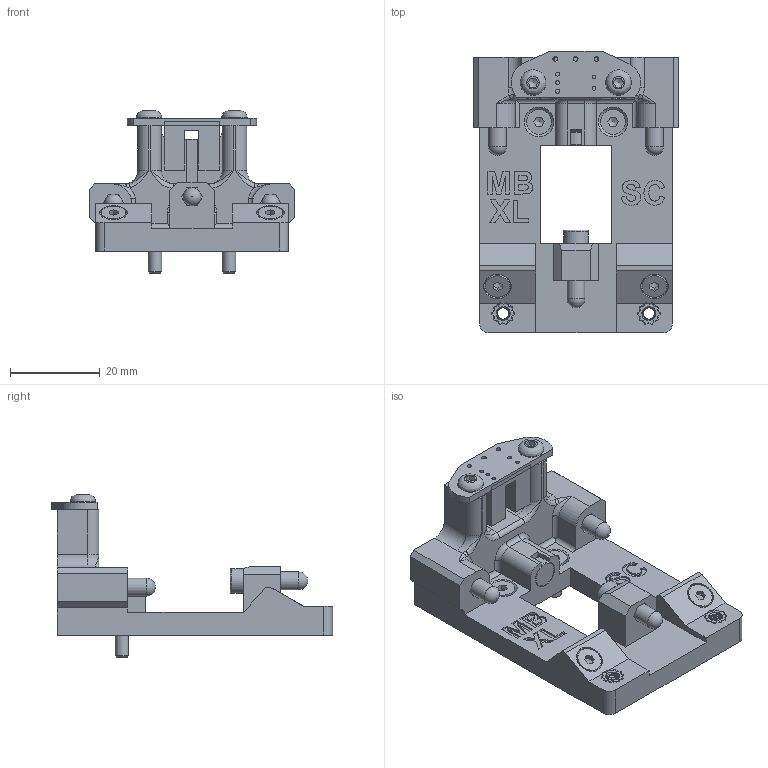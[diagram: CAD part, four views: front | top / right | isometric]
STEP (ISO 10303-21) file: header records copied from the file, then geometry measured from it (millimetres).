
FILE_DESCRIPTION(/* description */ ('Unknown'),/* implementation_level */ '2;1');
FILE_NAME(/* name */ 'MiniBurner XL - StealthChanger Backplate - Assembly',/* time_stamp */ '2025-08-24T01:15:16+02:00',/* author */ ('Unknown'),/* organization */ ('Unknown'),/* preprocessor_version */ 'ST-DEVELOPER v20',/* originating_system */ 'Solid Edge',/* authorisation */ 'Unknown');
FILE_SCHEMA (('AUTOMOTIVE_DESIGN {1 0 10303 214 3 1 1}'));
Length unit declared in the file: millimetre
Products named in the file (13): MiniBurner XL - StealthChanger Backplate - Assembly; MiniBurner XL - StealthChanger Backplate; M3x6 FHCS ; Tap_Sensor; Board; Sensor; M3x6 BHCS; 4x12mm Pin; M3x10 hex socket cap screw; M3x8 hex socket cap screw; M3x10 FHCS; 6x3 Magnet; Heat Insert M3 Short 5x4
Assembly tree (19 placements, depth 3):
  MiniBurner XL - StealthChanger Backplate - Assembly
    MiniBurner XL - StealthChanger Backplate
    M3x6 FHCS   x2
    Tap_Sensor
      Board
      Sensor
    M3x6 BHCS  x2
    4x12mm Pin  x3
    M3x10 hex socket cap screw  x2
    M3x8 hex socket cap screw
    M3x10 FHCS  x2
    6x3 Magnet
    Heat Insert M3 Short 5x4  x2
Bounding box: 45.9 x 62.7 x 36.16 mm (x, y, z)
Volume: 22140.5 mm3; surface area: 14061.4 mm2
Topology: 18 solids, 18 shells, 660 faces, 1684 edges, 1084 vertices
Faces by surface type: plane 314, cylinder 166, bspline 108, cone 54, torus 18
Full cylindrical faces by diameter (mm): 0.87 x5, 1 x3, 2.529 x12, 2.6 x4, 2.7 x2, 3 x9, 3.086 x14, 3.1 x3, 3.2 x6, 4 x7, 4.25 x2, 4.6 x2, 5.5 x3, 5.54 x4, 5.7 x2, 6 x3, 6.2 x2
Entity records: 20459 total; most frequent: CARTESIAN_POINT 9504, ORIENTED_EDGE 2234, DIRECTION 2024, EDGE_CURVE 1117, VERTEX_POINT 746, AXIS2_PLACEMENT_3D 698, LINE 628, VECTOR 628
